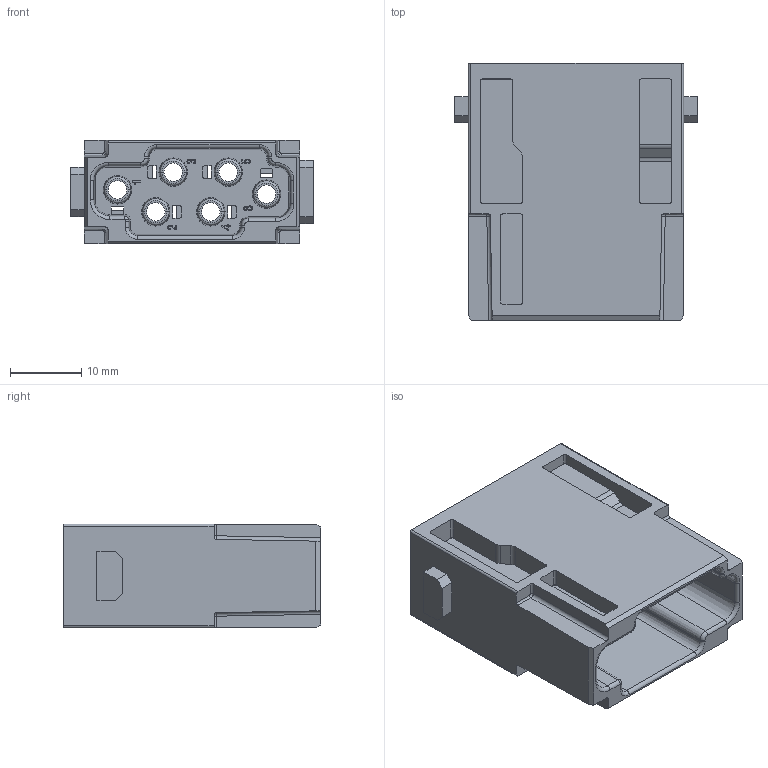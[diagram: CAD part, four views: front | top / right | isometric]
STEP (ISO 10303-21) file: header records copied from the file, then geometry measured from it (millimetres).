
FILE_DESCRIPTION(/* description */ (''),/* implementation_level */ '2;1');
FILE_NAME(/* name */ '3D_1290060100002_HME-006-MQ_V1.0_stp.stp',/* time_stamp */ '2024-02-04T14:18:11+08:00',/* author */ (''),/* organization */ (''),/* preprocessor_version */ 'ST-DEVELOPER v18.1',/* originating_system */ 'SIEMENS PLM Software NX 1980',/* authorisation */ '');
FILE_SCHEMA (('AUTOMOTIVE_DESIGN { 1 0 10303 214 3 1 1 1 }'));
Length unit declared in the file: millimetre
Products named in the file (1): 1318193024BDb6ls
Bounding box: 34.2 x 36.2 x 14.6 mm (x, y, z)
Volume: 6878.4 mm3; surface area: 8919.7 mm2
Topology: 1 solids, 1 shells, 524 faces, 1420 edges, 927 vertices
Faces by surface type: plane 290, cylinder 164, cone 24, torus 24, extrusion 16, bspline 5, revolution 1
Entity records: 17286 total; most frequent: CARTESIAN_POINT 4374, ORIENTED_EDGE 2840, DIRECTION 2407, EDGE_CURVE 1420, VERTEX_POINT 927, VECTOR 890, LINE 874, AXIS2_PLACEMENT_3D 758
